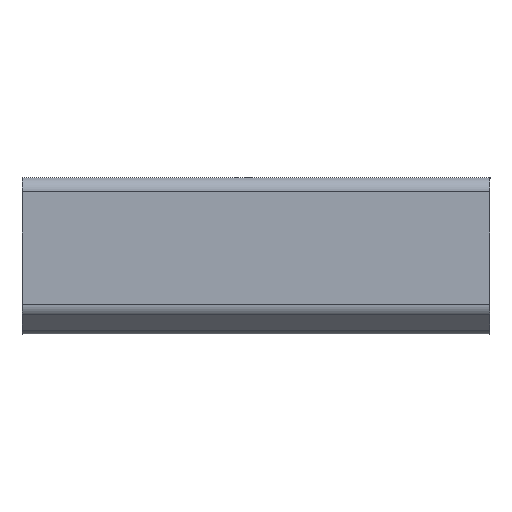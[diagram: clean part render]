
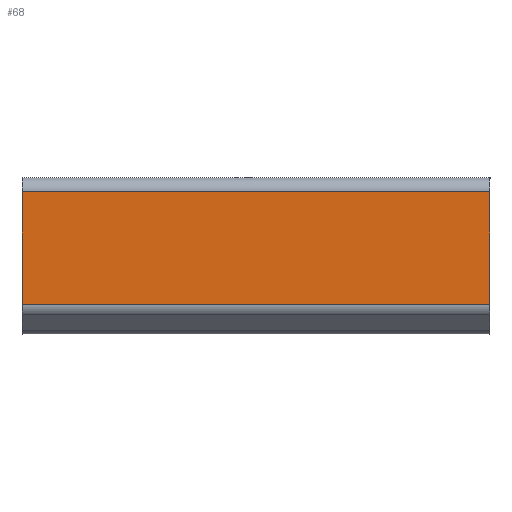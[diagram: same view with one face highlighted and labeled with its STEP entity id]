
A CAD part, left-side view. The second image highlights one B-rep face of the part: STEP entity #68.
In plain terms, the highlighted planar face has unit normal (-1, 0, 0).
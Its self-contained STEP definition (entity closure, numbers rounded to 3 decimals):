
#68 = ADVANCED_FACE( '', ( #152 ), #153, .T. );
#152 = FACE_OUTER_BOUND( '', #249, .T. );
#153 = PLANE( '', #250 );
#249 = EDGE_LOOP( '', ( #375, #376, #377, #378 ) );
#250 = AXIS2_PLACEMENT_3D( '', #379, #380, #381 );
#375 = ORIENTED_EDGE( '', *, *, #641, .F. );
#376 = ORIENTED_EDGE( '', *, *, #620, .F. );
#377 = ORIENTED_EDGE( '', *, *, #642, .T. );
#378 = ORIENTED_EDGE( '', *, *, #643, .T. );
#379 = CARTESIAN_POINT( '', ( 0., 200., 12.75 ) );
#380 = DIRECTION( '', ( -1., 0., 0. ) );
#381 = DIRECTION( '', ( 0., -1., 0. ) );
#620 = EDGE_CURVE( '', #744, #740, #746, .T. );
#641 = EDGE_CURVE( '', #740, #781, #782, .T. );
#642 = EDGE_CURVE( '', #744, #783, #784, .T. );
#643 = EDGE_CURVE( '', #783, #781, #785, .T. );
#740 = VERTEX_POINT( '', #916 );
#744 = VERTEX_POINT( '', #921 );
#746 = LINE( '', #923, #924 );
#781 = VERTEX_POINT( '', #970 );
#782 = LINE( '', #971, #972 );
#783 = VERTEX_POINT( '', #973 );
#784 = LINE( '', #974, #975 );
#785 = LINE( '', #976, #977 );
#916 = CARTESIAN_POINT( '', ( 0., 0., 61. ) );
#921 = CARTESIAN_POINT( '', ( 0., 200., 61. ) );
#923 = CARTESIAN_POINT( '', ( 0., 200., 61. ) );
#924 = VECTOR( '', #1139, 1000. );
#970 = CARTESIAN_POINT( '', ( 0., 0., 12.75 ) );
#971 = CARTESIAN_POINT( '', ( 0., 0., 12.75 ) );
#972 = VECTOR( '', #1163, 1000. );
#973 = CARTESIAN_POINT( '', ( 0., 200., 12.75 ) );
#974 = CARTESIAN_POINT( '', ( 0., 200., 12.75 ) );
#975 = VECTOR( '', #1164, 1000. );
#976 = CARTESIAN_POINT( '', ( 0., 200., 12.75 ) );
#977 = VECTOR( '', #1165, 1000. );
#1139 = DIRECTION( '', ( 0., -1., 0. ) );
#1163 = DIRECTION( '', ( 0., 0., -1. ) );
#1164 = DIRECTION( '', ( 0., 0., -1. ) );
#1165 = DIRECTION( '', ( 0., -1., 0. ) );
